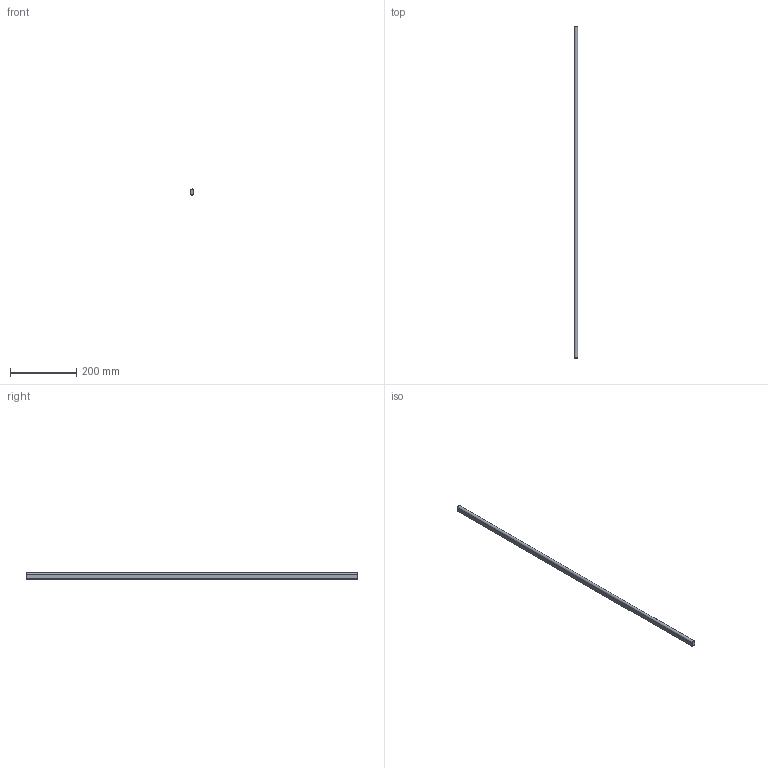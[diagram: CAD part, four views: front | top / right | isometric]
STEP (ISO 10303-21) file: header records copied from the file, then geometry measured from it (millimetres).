
FILE_DESCRIPTION(/* description */ ('Unknown'),/* implementation_level */ '2;1');
FILE_NAME(/* name */ '303101899',/* time_stamp */ '2024-09-18T13:21:47+08:00',/* author */ ('Unknown'),/* organization */ ('Unknown'),/* preprocessor_version */ 'ST-DEVELOPER v19.4',/* originating_system */ 'Solid Edge',/* authorisation */ 'Unknown');
FILE_SCHEMA (('AUTOMOTIVE_DESIGN {1 0 10303 214 3 1 1}'));
Length unit declared in the file: millimetre
Products named in the file (5): 303101899; NiCu-woven; Foam; Adhesive tape; Release tape
Assembly tree (4 placements, depth 2):
  303101899
    NiCu-woven
    Foam
    Adhesive tape
    Release tape
Bounding box: 10 x 1000 x 18.2 mm (x, y, z)
Volume: 170069.9 mm3; surface area: 170435.5 mm2
Topology: 4 solids, 4 shells, 28 faces, 60 edges, 40 vertices
Faces by surface type: plane 25, cylinder 3
Entity records: 887 total; most frequent: CARTESIAN_POINT 133, DIRECTION 132, ORIENTED_EDGE 120, EDGE_CURVE 60, LINE 54, VECTOR 54, VERTEX_POINT 40, AXIS2_PLACEMENT_3D 39
